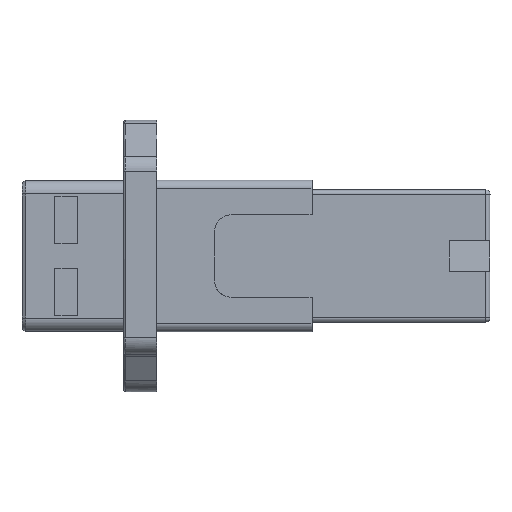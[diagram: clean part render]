
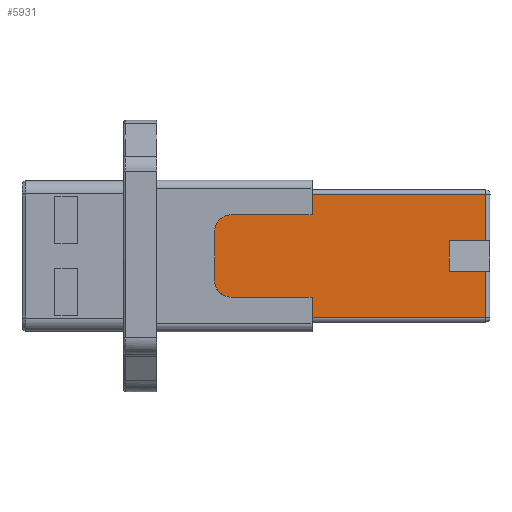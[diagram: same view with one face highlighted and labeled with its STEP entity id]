
A CAD part, front view. The second image highlights one B-rep face of the part: STEP entity #5931.
In plain terms, the highlighted planar face has unit normal (0, -1, 0).
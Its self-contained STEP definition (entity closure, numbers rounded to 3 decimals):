
#5931=ADVANCED_FACE('',(#8424),#7275,.T.);
#7275=PLANE('',#35288);
#8424=FACE_OUTER_BOUND('',#9854,.T.);
#9854=EDGE_LOOP('',(#19462,#19463,#19464,#19465,#19466,#19467,#19468,#19469,
#19470,#19471,#19472,#19473));
#11773=LINE('',#47886,#14811);
#11775=LINE('',#47892,#14813);
#11778=LINE('',#47898,#14816);
#11782=LINE('',#47906,#14820);
#11783=LINE('',#47910,#14821);
#11874=LINE('',#48134,#14912);
#11878=LINE('',#48148,#14916);
#11882=LINE('',#48155,#14920);
#11885=LINE('',#48161,#14923);
#11886=LINE('',#48163,#14924);
#11888=LINE('',#48169,#14926);
#11901=LINE('',#48209,#14939);
#14811=VECTOR('',#38307,1.);
#14813=VECTOR('',#38313,1.);
#14816=VECTOR('',#38318,1.);
#14820=VECTOR('',#38324,1.);
#14821=VECTOR('',#38329,1.);
#14912=VECTOR('',#38544,1.);
#14916=VECTOR('',#38562,1.);
#14920=VECTOR('',#38568,1.);
#14923=VECTOR('',#38573,1.);
#14924=VECTOR('',#38576,1.);
#14926=VECTOR('',#38582,1.);
#14939=VECTOR('',#38613,1.);
#19462=ORIENTED_EDGE('',*,*,#30334,.T.);
#19463=ORIENTED_EDGE('',*,*,#30191,.T.);
#19464=ORIENTED_EDGE('',*,*,#30189,.T.);
#19465=ORIENTED_EDGE('',*,*,#30185,.T.);
#19466=ORIENTED_EDGE('',*,*,#30182,.T.);
#19467=ORIENTED_EDGE('',*,*,#30179,.T.);
#19468=ORIENTED_EDGE('',*,*,#30301,.T.);
#19469=ORIENTED_EDGE('',*,*,#30308,.T.);
#19470=ORIENTED_EDGE('',*,*,#30312,.T.);
#19471=ORIENTED_EDGE('',*,*,#30315,.T.);
#19472=ORIENTED_EDGE('',*,*,#30316,.T.);
#19473=ORIENTED_EDGE('',*,*,#30319,.T.);
#26837=VERTEX_POINT('',#47550);
#26942=VERTEX_POINT('',#47876);
#26945=VERTEX_POINT('',#47883);
#26946=VERTEX_POINT('',#47887);
#26948=VERTEX_POINT('',#47893);
#26950=VERTEX_POINT('',#47899);
#26953=VERTEX_POINT('',#47907);
#27008=VERTEX_POINT('',#48133);
#27011=VERTEX_POINT('',#48147);
#27013=VERTEX_POINT('',#48154);
#27015=VERTEX_POINT('',#48160);
#27016=VERTEX_POINT('',#48164);
#30179=EDGE_CURVE('',#26946,#26945,#11773,.T.);
#30182=EDGE_CURVE('',#26948,#26946,#11775,.T.);
#30185=EDGE_CURVE('',#26950,#26948,#11778,.T.);
#30189=EDGE_CURVE('',#26953,#26950,#11782,.T.);
#30191=EDGE_CURVE('',#26942,#26953,#11783,.T.);
#30301=EDGE_CURVE('',#26945,#27008,#11874,.T.);
#30308=EDGE_CURVE('',#27008,#27011,#11878,.T.);
#30312=EDGE_CURVE('',#27011,#27013,#11882,.T.);
#30315=EDGE_CURVE('',#27013,#27015,#11885,.T.);
#30316=EDGE_CURVE('',#27015,#27016,#11886,.T.);
#30319=EDGE_CURVE('',#27016,#26837,#11888,.T.);
#30334=EDGE_CURVE('',#26837,#26942,#11901,.T.);
#35288=AXIS2_PLACEMENT_3D('',#48210,#38614,#38615);
#38307=DIRECTION('',(0.,0.,-1.));
#38313=DIRECTION('',(-1.,0.,0.));
#38318=DIRECTION('',(0.,0.,-1.));
#38324=DIRECTION('',(1.,0.,0.));
#38329=DIRECTION('',(0.,0.,-1.));
#38544=DIRECTION('',(1.,0.,0.));
#38562=DIRECTION('',(0.,0.,1.));
#38568=DIRECTION('',(-1.,0.,0.));
#38573=DIRECTION('',(0.,0.,1.));
#38576=DIRECTION('',(1.,0.,0.));
#38582=DIRECTION('',(0.,0.,1.));
#38613=DIRECTION('',(-1.,0.,0.));
#38614=DIRECTION('',(0.,-1.,0.));
#38615=DIRECTION('',(1.,0.,0.));
#47550=CARTESIAN_POINT('',(21.65,-7.,7.35));
#47876=CARTESIAN_POINT('',(-19.35,-7.,7.35));
#47883=CARTESIAN_POINT('',(-19.35,-7.,-7.35));
#47886=CARTESIAN_POINT('',(-19.35,-7.,-1.8));
#47887=CARTESIAN_POINT('',(-19.35,-7.,-1.8));
#47892=CARTESIAN_POINT('',(-15.,-7.,-1.8));
#47893=CARTESIAN_POINT('',(-15.,-7.,-1.8));
#47898=CARTESIAN_POINT('',(-15.,-7.,-1.8));
#47899=CARTESIAN_POINT('',(-15.,-7.,1.8));
#47906=CARTESIAN_POINT('',(-19.35,-7.,1.8));
#47907=CARTESIAN_POINT('',(-19.35,-7.,1.8));
#47910=CARTESIAN_POINT('',(-19.35,-7.,7.35));
#48133=CARTESIAN_POINT('',(21.65,-7.,-7.35));
#48134=CARTESIAN_POINT('',(-19.35,-7.,-7.35));
#48147=CARTESIAN_POINT('',(21.65,-7.,-1.8));
#48148=CARTESIAN_POINT('',(21.65,-7.,-7.35));
#48154=CARTESIAN_POINT('',(17.3,-7.,-1.8));
#48155=CARTESIAN_POINT('',(21.65,-7.,-1.8));
#48160=CARTESIAN_POINT('',(17.3,-7.,1.8));
#48161=CARTESIAN_POINT('',(17.3,-7.,-1.8));
#48163=CARTESIAN_POINT('',(17.3,-7.,1.8));
#48164=CARTESIAN_POINT('',(21.65,-7.,1.8));
#48169=CARTESIAN_POINT('',(21.65,-7.,1.8));
#48209=CARTESIAN_POINT('',(21.65,-7.,7.35));
#48210=CARTESIAN_POINT('',(-21.95,-7.,-8.635));
